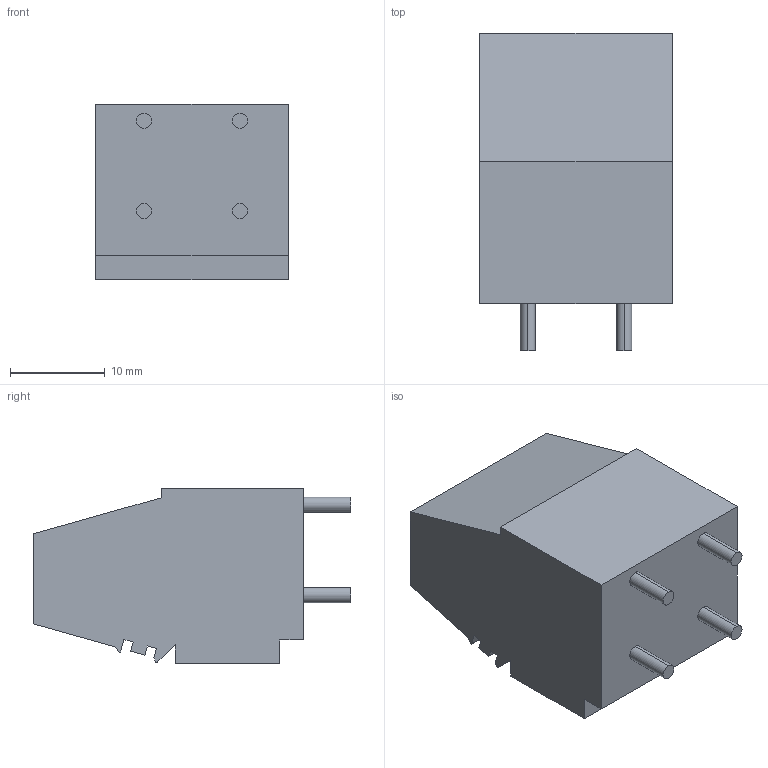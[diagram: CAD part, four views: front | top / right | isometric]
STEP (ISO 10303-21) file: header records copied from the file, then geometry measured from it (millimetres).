
FILE_DESCRIPTION((''),'2;1');
FILE_NAME('MH120001','2021-12-18T14:58:35',('watag'),(''),'CREO PARAMETRIC BY PTC INC, 2020281','CREO PARAMETRIC BY PTC INC, 2020281','');
FILE_SCHEMA(('AUTOMOTIVE_DESIGN { 1 0 10303 214 1 1 1 1 }'));
Length unit declared in the file: millimetre
Products named in the file (1): MH120001
Bounding box: 20.3 x 33.5 x 18.5 mm (x, y, z)
Volume: 7610.8 mm3; surface area: 3863.3 mm2
Topology: 1 solids, 1 shells, 68 faces, 166 edges, 108 vertices
Faces by surface type: plane 54, cylinder 14
Entity records: 2518 total; most frequent: CARTESIAN_POINT 344, DIRECTION 338, ORIENTED_EDGE 332, EDGE_CURVE 166, VECTOR 130, LINE 130, VERTEX_POINT 108, AXIS2_PLACEMENT_3D 104
